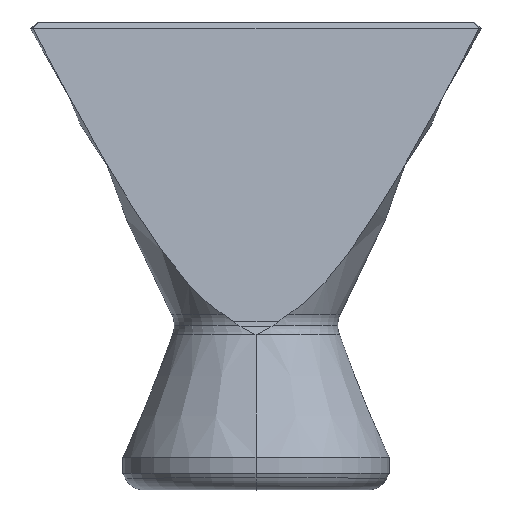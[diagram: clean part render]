
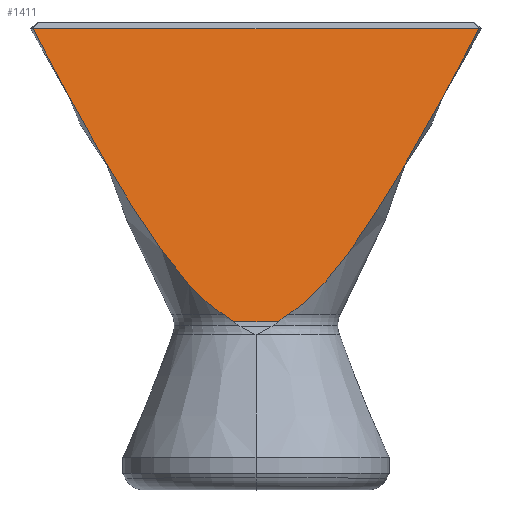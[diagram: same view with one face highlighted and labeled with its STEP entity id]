
A CAD part, top view. The second image highlights one B-rep face of the part: STEP entity #1411.
In plain terms, the highlighted planar face has unit normal (0, 0.159, 0.987).
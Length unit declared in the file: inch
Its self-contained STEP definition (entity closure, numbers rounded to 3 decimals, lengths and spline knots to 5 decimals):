
#29 = CARTESIAN_POINT ( 'NONE',  ( 0.05424, 0.00676, 0.19047 ) ) ;
#30 = CARTESIAN_POINT ( 'NONE',  ( 0.07911, 0.02443, 0.18762 ) ) ;
#473 = CARTESIAN_POINT ( 'NONE',  ( -0.07911, 0.02443, 0.18762 ) ) ;
#499 = CARTESIAN_POINT ( 'NONE',  ( 0.07911, 0.02443, 0.18762 ) ) ;
#500 = B_SPLINE_CURVE_WITH_KNOTS ( 'NONE', 3,
 ( #564, #563, #562, #561, #560, #559, #558, #557, #556, #555, #554, #553, #552, #551, #550, #549 ),
 .UNSPECIFIED., .F., .F.,
 ( 4, 2, 2, 2, 2, 2, 2, 4 ),
 ( 0., 0.00134, 0.00268, 0.00536, 0.00804, 0.01072, 0.01607, 0.02143 ),
 .UNSPECIFIED. ) ;
#501 = CARTESIAN_POINT ( 'NONE',  ( 0.53823, 0.71346, 0.07657 ) ) ;
#511 = CARTESIAN_POINT ( 'NONE',  ( -0.07911, 0.02443, 0.18762 ) ) ;
#512 = CARTESIAN_POINT ( 'NONE',  ( -0.09422, 0.03358, 0.18614 ) ) ;
#513 = CARTESIAN_POINT ( 'NONE',  ( -0.10805, 0.04428, 0.18442 ) ) ;
#514 = CARTESIAN_POINT ( 'NONE',  ( -0.13429, 0.06739, 0.18069 ) ) ;
#515 = CARTESIAN_POINT ( 'NONE',  ( -0.14671, 0.07987, 0.17868 ) ) ;
#516 = CARTESIAN_POINT ( 'NONE',  ( -0.1821, 0.11841, 0.17247 ) ) ;
#517 = CARTESIAN_POINT ( 'NONE',  ( -0.20352, 0.14574, 0.16807 ) ) ;
#518 = CARTESIAN_POINT ( 'NONE',  ( -0.24441, 0.20184, 0.15903 ) ) ;
#519 = CARTESIAN_POINT ( 'NONE',  ( -0.26382, 0.23068, 0.15438 ) ) ;
#520 = CARTESIAN_POINT ( 'NONE',  ( -0.30148, 0.28918, 0.14495 ) ) ;
#521 = CARTESIAN_POINT ( 'NONE',  ( -0.31967, 0.31878, 0.14018 ) ) ;
#522 = CARTESIAN_POINT ( 'NONE',  ( -0.37303, 0.40826, 0.12576 ) ) ;
#523 = CARTESIAN_POINT ( 'NONE',  ( -0.40704, 0.46876, 0.11601 ) ) ;
#524 = CARTESIAN_POINT ( 'NONE',  ( -0.47361, 0.59058, 0.09638 ) ) ;
#525 = CARTESIAN_POINT ( 'NONE',  ( -0.50614, 0.6519, 0.08649 ) ) ;
#526 = CARTESIAN_POINT ( 'NONE',  ( -0.53823, 0.71346, 0.07657 ) ) ;
#531 = B_SPLINE_CURVE_WITH_KNOTS ( 'NONE', 3,
 ( #526, #525, #524, #523, #522, #521, #520, #519, #518, #517, #516, #515, #514, #513, #512, #511 ),
 .UNSPECIFIED., .F., .F.,
 ( 4, 2, 2, 2, 2, 2, 2, 4 ),
 ( 0., 0.00534, 0.01068, 0.01335, 0.01602, 0.01869, 0.02003, 0.02136 ),
 .UNSPECIFIED. ) ;
#532 = CARTESIAN_POINT ( 'NONE',  ( -0.53823, 0.71346, 0.07657 ) ) ;
#549 = CARTESIAN_POINT ( 'NONE',  ( 0.53823, 0.71346, 0.07657 ) ) ;
#550 = CARTESIAN_POINT ( 'NONE',  ( 0.50614, 0.65191, 0.08649 ) ) ;
#551 = CARTESIAN_POINT ( 'NONE',  ( 0.47362, 0.59059, 0.09637 ) ) ;
#552 = CARTESIAN_POINT ( 'NONE',  ( 0.40703, 0.46875, 0.11601 ) ) ;
#553 = CARTESIAN_POINT ( 'NONE',  ( 0.373, 0.40821, 0.12577 ) ) ;
#554 = CARTESIAN_POINT ( 'NONE',  ( 0.31972, 0.31887, 0.14016 ) ) ;
#555 = CARTESIAN_POINT ( 'NONE',  ( 0.30158, 0.28934, 0.14492 ) ) ;
#556 = CARTESIAN_POINT ( 'NONE',  ( 0.26407, 0.23106, 0.15432 ) ) ;
#557 = CARTESIAN_POINT ( 'NONE',  ( 0.24472, 0.2023, 0.15895 ) ) ;
#558 = CARTESIAN_POINT ( 'NONE',  ( 0.20385, 0.14617, 0.168 ) ) ;
#559 = CARTESIAN_POINT ( 'NONE',  ( 0.18238, 0.11873, 0.17242 ) ) ;
#560 = CARTESIAN_POINT ( 'NONE',  ( 0.14674, 0.07989, 0.17868 ) ) ;
#561 = CARTESIAN_POINT ( 'NONE',  ( 0.13438, 0.06748, 0.18068 ) ) ;
#562 = CARTESIAN_POINT ( 'NONE',  ( 0.10816, 0.04436, 0.1844 ) ) ;
#563 = CARTESIAN_POINT ( 'NONE',  ( 0.09431, 0.03363, 0.18613 ) ) ;
#564 = CARTESIAN_POINT ( 'NONE',  ( 0.07911, 0.02443, 0.18762 ) ) ;
#577 = DIRECTION ( 'NONE',  ( 1., 0., 0. ) ) ;
#578 = VECTOR ( 'NONE', #577, 39.37008 ) ;
#579 = CARTESIAN_POINT ( 'NONE',  ( 0.04761, 0.00676, 0.19047 ) ) ;
#584 = LINE ( 'NONE', #579, #578 ) ;
#669 = DIRECTION ( 'NONE',  ( 1., 0., 0. ) ) ;
#670 = VECTOR ( 'NONE', #669, 39.37008 ) ;
#671 = CARTESIAN_POINT ( 'NONE',  ( 2.41319, 0.71346, 0.07657 ) ) ;
#672 = LINE ( 'NONE', #671, #670 ) ;
#673 = DIRECTION ( 'NONE',  ( 0., -0.987, 0.159 ) ) ;
#674 = DIRECTION ( 'NONE',  ( 0., 0.159, 0.987 ) ) ;
#675 = CARTESIAN_POINT ( 'NONE',  ( 2.41319, 0.72975, 0.07395 ) ) ;
#676 = AXIS2_PLACEMENT_3D ( 'NONE', #675, #674, #673 ) ;
#677 = PLANE ( 'NONE',  #676 ) ;
#678 = FACE_OUTER_BOUND ( 'NONE', #1412, .T. ) ;
#1053 = EDGE_CURVE ( 'NONE', #1306, #1056, #1563, .T. ) ;
#1056 = VERTEX_POINT ( 'NONE', #1562 ) ;
#1069 = EDGE_CURVE ( 'NONE', #1071, #1320, #1587, .T. ) ;
#1071 = VERTEX_POINT ( 'NONE', #29 ) ;
#1306 = VERTEX_POINT ( 'NONE', #473 ) ;
#1308 = EDGE_CURVE ( 'NONE', #1309, #1306, #531, .T. ) ;
#1309 = VERTEX_POINT ( 'NONE', #532 ) ;
#1317 = VERTEX_POINT ( 'NONE', #501 ) ;
#1319 = EDGE_CURVE ( 'NONE', #1320, #1317, #500, .T. ) ;
#1320 = VERTEX_POINT ( 'NONE', #499 ) ;
#1339 = ORIENTED_EDGE ( 'NONE', *, *, #1340, .T. ) ;
#1340 = EDGE_CURVE ( 'NONE', #1056, #1071, #584, .T. ) ;
#1341 = ORIENTED_EDGE ( 'NONE', *, *, #1069, .T. ) ;
#1342 = ORIENTED_EDGE ( 'NONE', *, *, #1319, .T. ) ;
#1411 = ADVANCED_FACE ( 'NONE', ( #678 ), #677, .T. ) ;
#1412 = EDGE_LOOP ( 'NONE', ( #1413, #1415, #1416, #1339, #1341, #1342 ) ) ;
#1413 = ORIENTED_EDGE ( 'NONE', *, *, #1414, .F. ) ;
#1414 = EDGE_CURVE ( 'NONE', #1309, #1317, #672, .T. ) ;
#1415 = ORIENTED_EDGE ( 'NONE', *, *, #1308, .T. ) ;
#1416 = ORIENTED_EDGE ( 'NONE', *, *, #1053, .T. ) ;
#1554 = CARTESIAN_POINT ( 'NONE',  ( -0.05424, 0.00676, 0.19047 ) ) ;
#1555 = CARTESIAN_POINT ( 'NONE',  ( -0.05804, 0.01013, 0.18992 ) ) ;
#1556 = CARTESIAN_POINT ( 'NONE',  ( -0.0621, 0.01319, 0.18943 ) ) ;
#1557 = CARTESIAN_POINT ( 'NONE',  ( -0.07044, 0.01902, 0.18849 ) ) ;
#1558 = CARTESIAN_POINT ( 'NONE',  ( -0.07473, 0.02178, 0.18804 ) ) ;
#1559 = CARTESIAN_POINT ( 'NONE',  ( -0.07911, 0.02443, 0.18762 ) ) ;
#1562 = CARTESIAN_POINT ( 'NONE',  ( -0.05424, 0.00676, 0.19047 ) ) ;
#1563 = B_SPLINE_CURVE_WITH_KNOTS ( 'NONE', 3,
 ( #1559, #1558, #1557, #1556, #1555, #1554 ),
 .UNSPECIFIED., .F., .F.,
 ( 4, 2, 4 ),
 ( 0., 0.00039, 0.00078 ),
 .UNSPECIFIED. ) ;
#1579 = CARTESIAN_POINT ( 'NONE',  ( 0.07473, 0.02179, 0.18804 ) ) ;
#1580 = CARTESIAN_POINT ( 'NONE',  ( 0.07043, 0.01902, 0.18849 ) ) ;
#1581 = CARTESIAN_POINT ( 'NONE',  ( 0.06209, 0.01318, 0.18943 ) ) ;
#1582 = CARTESIAN_POINT ( 'NONE',  ( 0.05804, 0.01012, 0.18992 ) ) ;
#1583 = CARTESIAN_POINT ( 'NONE',  ( 0.05424, 0.00676, 0.19047 ) ) ;
#1587 = B_SPLINE_CURVE_WITH_KNOTS ( 'NONE', 3,
 ( #1583, #1582, #1581, #1580, #1579, #30 ),
 .UNSPECIFIED., .F., .F.,
 ( 4, 2, 4 ),
 ( 0.00024, 0.00063, 0.00102 ),
 .UNSPECIFIED. ) ;
